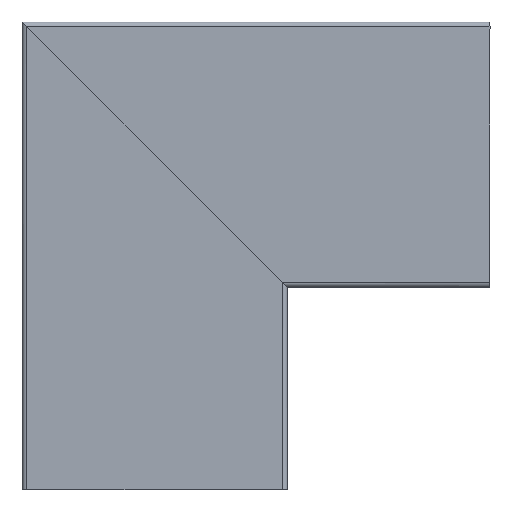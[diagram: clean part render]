
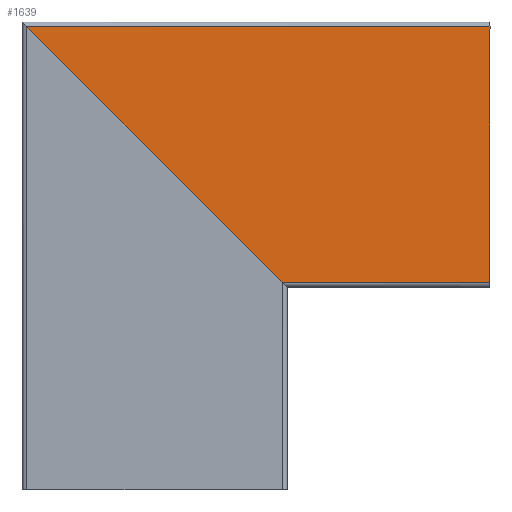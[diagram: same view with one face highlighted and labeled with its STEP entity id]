
A CAD part, left-side view. The second image highlights one B-rep face of the part: STEP entity #1639.
In plain terms, the highlighted planar face has unit normal (-1, 0, 0).
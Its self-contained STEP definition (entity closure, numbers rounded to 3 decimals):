
#46 = CARTESIAN_POINT ( 'NONE',  ( 0., -97., 167. ) ) ;
#95 = CARTESIAN_POINT ( 'NONE',  ( 0., -97., 300. ) ) ;
#113 = DIRECTION ( 'NONE',  ( 0., -1., 0. ) ) ;
#243 = VERTEX_POINT ( 'NONE', #1465 ) ;
#375 = VECTOR ( 'NONE', #1310, 1000. ) ;
#386 = LINE ( 'NONE', #1256, #375 ) ;
#515 = EDGE_CURVE ( 'NONE', #2890, #243, #2431, .T. ) ;
#547 = VERTEX_POINT ( 'NONE', #46 ) ;
#551 = DIRECTION ( 'NONE',  ( 0., 0., -1. ) ) ;
#563 = PLANE ( 'NONE',  #893 ) ;
#580 = CARTESIAN_POINT ( 'NONE',  ( 0., -97., 300. ) ) ;
#616 = DIRECTION ( 'NONE',  ( 1., 0., 0. ) ) ;
#893 = AXIS2_PLACEMENT_3D ( 'NONE', #580, #616, #551 ) ;
#985 = ORIENTED_EDGE ( 'NONE', *, *, #2549, .T. ) ;
#1039 = LINE ( 'NONE', #1846, #3708 ) ;
#1256 = CARTESIAN_POINT ( 'NONE',  ( 0., 70., 0. ) ) ;
#1310 = DIRECTION ( 'NONE',  ( 0., 0.707, -0.707 ) ) ;
#1441 = ORIENTED_EDGE ( 'NONE', *, *, #2295, .F. ) ;
#1465 = CARTESIAN_POINT ( 'NONE',  ( 0., -97., 300. ) ) ;
#1506 = CARTESIAN_POINT ( 'NONE',  ( 0., 67., 3. ) ) ;
#1622 = EDGE_LOOP ( 'NONE', ( #985, #1441, #2013, #1997 ) ) ;
#1639 = ADVANCED_FACE ( 'NONE', ( #2142 ), #563, .F. ) ;
#1846 = CARTESIAN_POINT ( 'NONE',  ( 0., -97., 300. ) ) ;
#1892 = DIRECTION ( 'NONE',  ( 0., 0., -1. ) ) ;
#1997 = ORIENTED_EDGE ( 'NONE', *, *, #515, .F. ) ;
#2013 = ORIENTED_EDGE ( 'NONE', *, *, #2448, .F. ) ;
#2129 = VERTEX_POINT ( 'NONE', #1506 ) ;
#2142 = FACE_OUTER_BOUND ( 'NONE', #1622, .T. ) ;
#2193 = CARTESIAN_POINT ( 'NONE',  ( 0., 67., 300. ) ) ;
#2197 = VECTOR ( 'NONE', #113, 1000. ) ;
#2208 = DIRECTION ( 'NONE',  ( 0., 0., -1. ) ) ;
#2295 = EDGE_CURVE ( 'NONE', #547, #2129, #386, .T. ) ;
#2431 = LINE ( 'NONE', #95, #2197 ) ;
#2448 = EDGE_CURVE ( 'NONE', #243, #547, #1039, .T. ) ;
#2549 = EDGE_CURVE ( 'NONE', #2890, #2129, #3147, .T. ) ;
#2890 = VERTEX_POINT ( 'NONE', #3322 ) ;
#3147 = LINE ( 'NONE', #2193, #3271 ) ;
#3271 = VECTOR ( 'NONE', #2208, 1000. ) ;
#3322 = CARTESIAN_POINT ( 'NONE',  ( 0., 67., 300. ) ) ;
#3708 = VECTOR ( 'NONE', #1892, 1000. ) ;
